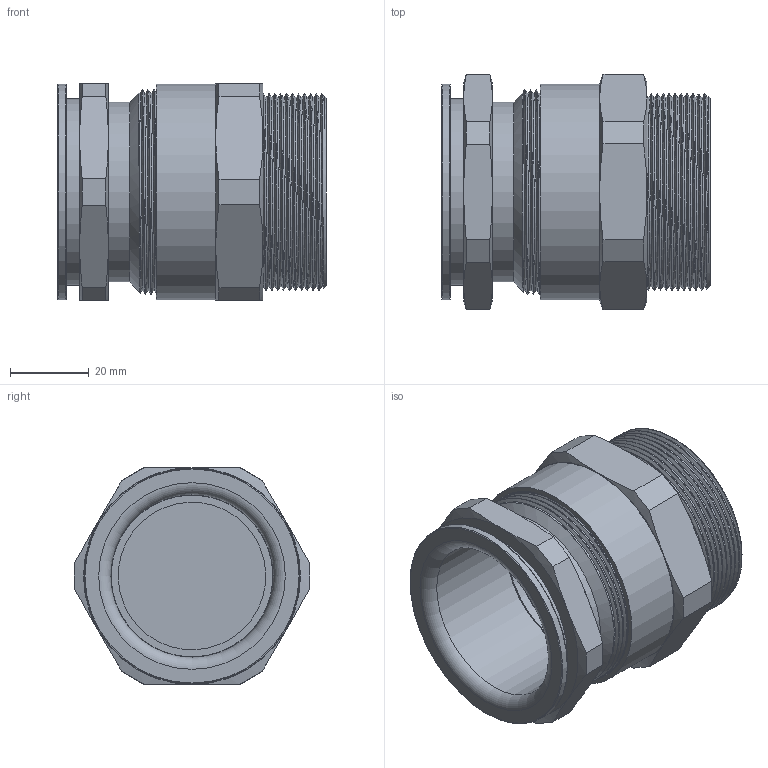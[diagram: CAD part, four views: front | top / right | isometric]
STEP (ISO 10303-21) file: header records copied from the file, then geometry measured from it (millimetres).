
FILE_DESCRIPTION(/* description */ ('ADE-1F2 M 50x1,5'),/* implementation_level */ '2;1');
FILE_NAME(/* name */ '00807004V1-RST.stp',/* time_stamp */ '2020-03-03T15:11:18+01:00',/* author */ ('sl'),/* organization */ (''),/* preprocessor_version */ 'ST-DEVELOPER v16.5',/* originating_system */ 'Autodesk Inventor 2017',/* authorisation */ '');
FILE_SCHEMA (('AUTOMOTIVE_DESIGN { 1 0 10303 214 3 1 1 }'));
Length unit declared in the file: millimetre
Products named in the file (5): 00807004V1; 00807004V1_1; 00807004V1_2; 00807004V1_3; 00807004V1_4
Assembly tree (4 placements, depth 2):
  00807004V1
    00807004V1_1
    00807004V1_2
    00807004V1_3
    00807004V1_4
Bounding box: 67.98 x 59.81 x 55 mm (x, y, z)
Volume: 53766.8 mm3; surface area: 43066.9 mm2
Topology: 4 solids, 4 shells, 124 faces, 273 edges, 170 vertices
Faces by surface type: plane 46, cone 32, cylinder 32, torus 8, bspline 6
Full cylindrical faces by diameter (mm): 41 x2, 41.1 x1, 41.3 x1, 42 x1, 45.09 x1, 45.1 x1, 45.6 x1, 47 x1, 47.3 x1, 49.89 x1, 49.9 x2, 50.2 x11, 54.68 x1, 54.75 x1
Entity records: 7903 total; most frequent: CARTESIAN_POINT 5686, DIRECTION 422, ORIENTED_EDGE 406, EDGE_CURVE 203, AXIS2_PLACEMENT_3D 199, EDGE_LOOP 164, VERTEX_POINT 143, FACE_OUTER_BOUND 113
